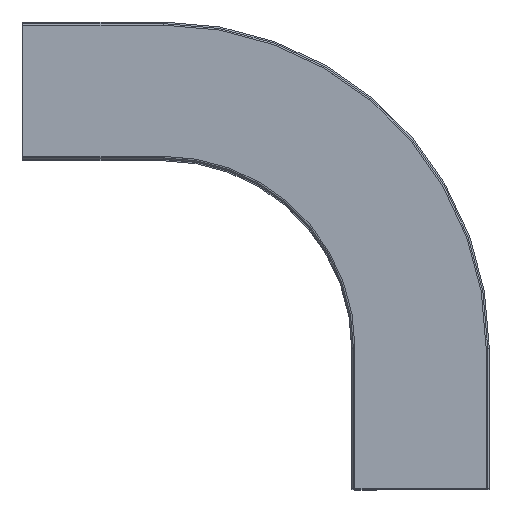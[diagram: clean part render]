
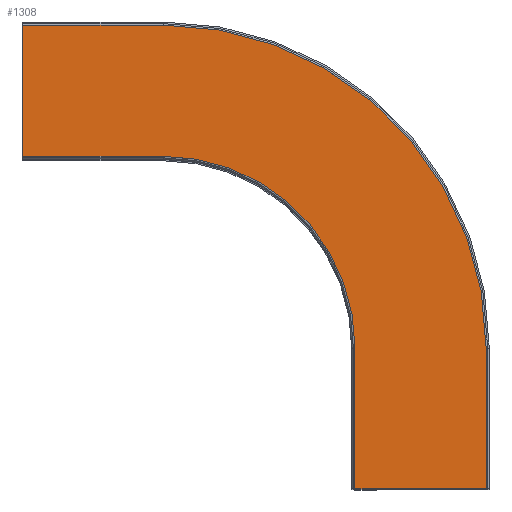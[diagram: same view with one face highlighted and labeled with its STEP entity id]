
A CAD part, top view. The second image highlights one B-rep face of the part: STEP entity #1308.
In plain terms, the highlighted face is planar.
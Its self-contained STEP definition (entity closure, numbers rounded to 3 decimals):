
#35 = VERTEX_POINT ( 'NONE', #887 ) ;
#38 = DIRECTION ( 'NONE',  ( 0., 1., 0. ) ) ;
#66 = LINE ( 'NONE', #999, #1230 ) ;
#70 = LINE ( 'NONE', #502, #1001 ) ;
#82 = EDGE_CURVE ( 'NONE', #116, #427, #461, .T. ) ;
#85 = DIRECTION ( 'NONE',  ( -1., 0., 0. ) ) ;
#101 = CARTESIAN_POINT ( 'NONE',  ( -90., 207.75, 0. ) ) ;
#106 = VERTEX_POINT ( 'NONE', #1485 ) ;
#116 = VERTEX_POINT ( 'NONE', #1471 ) ;
#123 = DIRECTION ( 'NONE',  ( 0., -1., 0. ) ) ;
#144 = LINE ( 'NONE', #744, #598 ) ;
#149 = DIRECTION ( 'NONE',  ( 0., 0., 1. ) ) ;
#153 = DIRECTION ( 'NONE',  ( -1., 0., 0. ) ) ;
#158 = AXIS2_PLACEMENT_3D ( 'NONE', #101, #1105, #85 ) ;
#183 = CIRCLE ( 'NONE', #1316, 206.75 ) ;
#201 = FACE_OUTER_BOUND ( 'NONE', #258, .T. ) ;
#210 = VECTOR ( 'NONE', #764, 1000. ) ;
#258 = EDGE_LOOP ( 'NONE', ( #1417, #1527, #796, #865, #690, #460, #1368, #261 ) ) ;
#261 = ORIENTED_EDGE ( 'NONE', *, *, #1212, .F. ) ;
#387 = DIRECTION ( 'NONE',  ( 1., 0., 0. ) ) ;
#390 = CARTESIAN_POINT ( 'NONE',  ( -90., 1., 0. ) ) ;
#424 = VERTEX_POINT ( 'NONE', #1343 ) ;
#427 = VERTEX_POINT ( 'NONE', #491 ) ;
#430 = EDGE_CURVE ( 'NONE', #1144, #1367, #1181, .T. ) ;
#433 = DIRECTION ( 'NONE',  ( 0., 1., 0. ) ) ;
#459 = AXIS2_PLACEMENT_3D ( 'NONE', #674, #682, #546 ) ;
#460 = ORIENTED_EDGE ( 'NONE', *, *, #678, .F. ) ;
#461 = CIRCLE ( 'NONE', #158, 122.75 ) ;
#489 = VECTOR ( 'NONE', #387, 1000. ) ;
#491 = CARTESIAN_POINT ( 'NONE',  ( -212.75, 207.75, 0. ) ) ;
#502 = CARTESIAN_POINT ( 'NONE',  ( 0., 86., 0. ) ) ;
#546 = DIRECTION ( 'NONE',  ( -1., 0., 0. ) ) ;
#582 = VERTEX_POINT ( 'NONE', #1091 ) ;
#596 = LINE ( 'NONE', #1385, #1535 ) ;
#598 = VECTOR ( 'NONE', #153, 1000. ) ;
#634 = CARTESIAN_POINT ( 'NONE',  ( -90., 1., 0. ) ) ;
#674 = CARTESIAN_POINT ( 'NONE',  ( -90., 207.75, 0. ) ) ;
#678 = EDGE_CURVE ( 'NONE', #424, #1144, #183, .T. ) ;
#682 = DIRECTION ( 'NONE',  ( 0., 0., -1. ) ) ;
#690 = ORIENTED_EDGE ( 'NONE', *, *, #430, .F. ) ;
#744 = CARTESIAN_POINT ( 'NONE',  ( -297.75, 297.75, 0. ) ) ;
#764 = DIRECTION ( 'NONE',  ( -1., 0., 0. ) ) ;
#796 = ORIENTED_EDGE ( 'NONE', *, *, #1509, .F. ) ;
#804 = CARTESIAN_POINT ( 'NONE',  ( 0., 85., 0. ) ) ;
#837 = EDGE_CURVE ( 'NONE', #106, #424, #66, .T. ) ;
#865 = ORIENTED_EDGE ( 'NONE', *, *, #1575, .F. ) ;
#887 = CARTESIAN_POINT ( 'NONE',  ( -212.75, 297.75, 0. ) ) ;
#898 = CARTESIAN_POINT ( 'NONE',  ( -90., 207.75, 0. ) ) ;
#999 = CARTESIAN_POINT ( 'NONE',  ( -296.75, 297.75, 0. ) ) ;
#1001 = VECTOR ( 'NONE', #433, 1000. ) ;
#1023 = DIRECTION ( 'NONE',  ( 1., 0., 0. ) ) ;
#1091 = CARTESIAN_POINT ( 'NONE',  ( 0., 85., 0. ) ) ;
#1105 = DIRECTION ( 'NONE',  ( 0., 0., -1. ) ) ;
#1136 = EDGE_CURVE ( 'NONE', #427, #35, #596, .T. ) ;
#1144 = VERTEX_POINT ( 'NONE', #390 ) ;
#1181 = LINE ( 'NONE', #634, #489 ) ;
#1212 = EDGE_CURVE ( 'NONE', #35, #106, #144, .T. ) ;
#1230 = VECTOR ( 'NONE', #123, 1000. ) ;
#1308 = ADVANCED_FACE ( 'NONE', ( #201 ), #1362, .T. ) ;
#1316 = AXIS2_PLACEMENT_3D ( 'NONE', #898, #149, #1023 ) ;
#1343 = CARTESIAN_POINT ( 'NONE',  ( -296.75, 207.75, 0. ) ) ;
#1362 = PLANE ( 'NONE',  #459 ) ;
#1367 = VERTEX_POINT ( 'NONE', #1520 ) ;
#1368 = ORIENTED_EDGE ( 'NONE', *, *, #837, .F. ) ;
#1385 = CARTESIAN_POINT ( 'NONE',  ( -212.75, 207.75, 0. ) ) ;
#1417 = ORIENTED_EDGE ( 'NONE', *, *, #1136, .F. ) ;
#1471 = CARTESIAN_POINT ( 'NONE',  ( -90., 85., 0. ) ) ;
#1485 = CARTESIAN_POINT ( 'NONE',  ( -296.75, 297.75, 0. ) ) ;
#1509 = EDGE_CURVE ( 'NONE', #582, #116, #1518, .T. ) ;
#1518 = LINE ( 'NONE', #804, #210 ) ;
#1520 = CARTESIAN_POINT ( 'NONE',  ( 0., 1., 0. ) ) ;
#1527 = ORIENTED_EDGE ( 'NONE', *, *, #82, .F. ) ;
#1535 = VECTOR ( 'NONE', #38, 1000. ) ;
#1575 = EDGE_CURVE ( 'NONE', #1367, #582, #70, .T. ) ;
